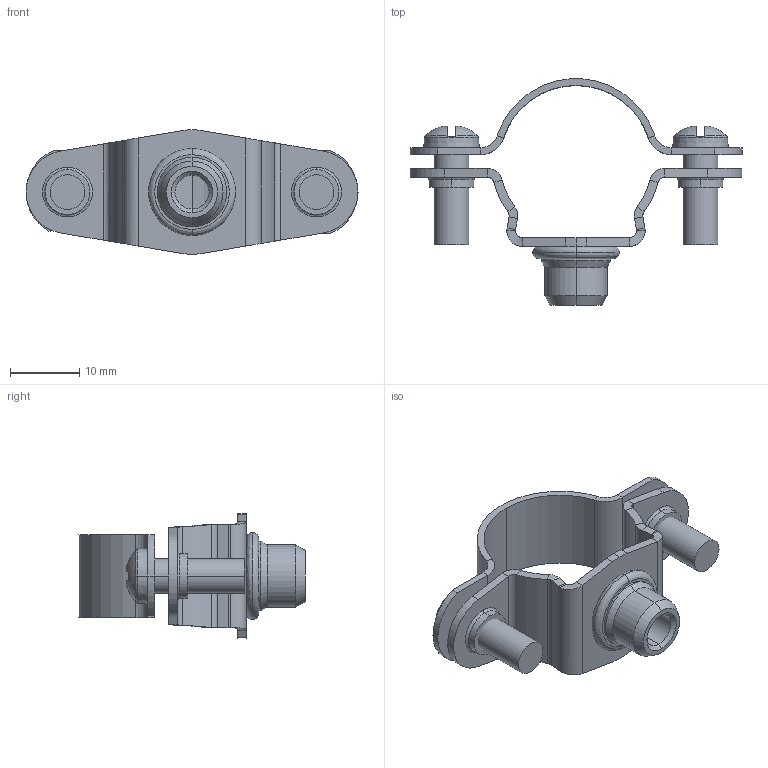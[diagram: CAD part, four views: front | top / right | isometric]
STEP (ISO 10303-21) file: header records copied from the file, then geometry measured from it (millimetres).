
FILE_DESCRIPTION (( 'STEP AP214' ), '1' );
FILE_NAME ('1360662.stp', '2018-01-16T10:23:13', ( '' ), ( '' ), 'SwSTEP 2.0', 'SolidWorks 2016', '' );
FILE_SCHEMA (( 'AUTOMOTIVE_DESIGN' ));
Length unit declared in the file: millimetre
Products named in the file (6): BW001_M5 x 14; BB013-10-01_Standard; 052859_Standard; 013522_1,25; 052488_Standard; 1360662
Assembly tree (6 placements, depth 3):
  1360662
    052859_Standard
      052488_Standard
      013522_1,25
    BB013-10-01_Standard
    BW001_M5 x 14  x2
Bounding box: 48 x 32.71 x 17.99 mm (x, y, z)
Volume: 2769.8 mm3; surface area: 4608.9 mm2
Topology: 5 solids, 5 shells, 254 faces, 587 edges, 346 vertices
Faces by surface type: plane 125, cylinder 65, bspline 24, cone 24, torus 12, sphere 4
Entity records: 7321 total; most frequent: CARTESIAN_POINT 1810, DIRECTION 987, ORIENTED_EDGE 986, EDGE_CURVE 493, AXIS2_PLACEMENT_3D 356, VERTEX_POINT 291, LINE 275, VECTOR 275
